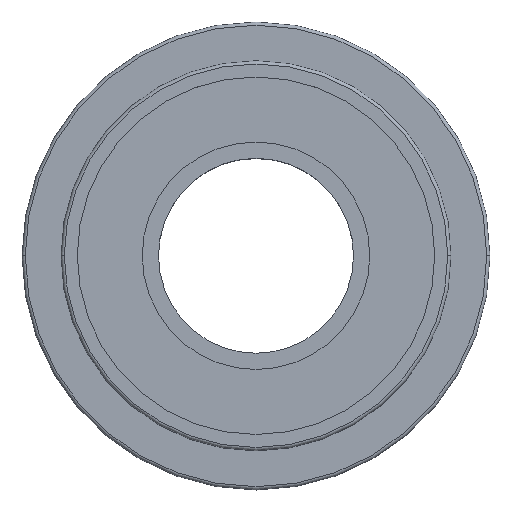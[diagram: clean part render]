
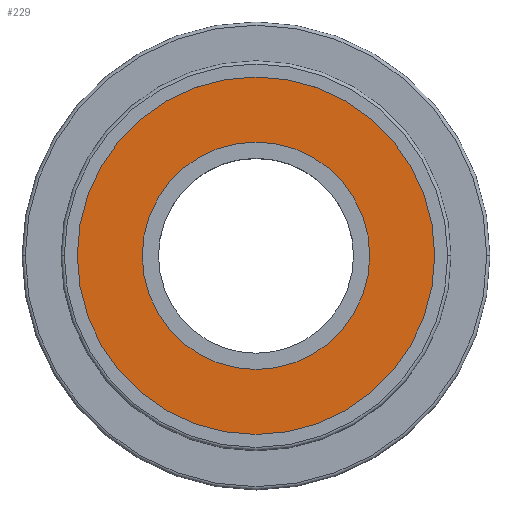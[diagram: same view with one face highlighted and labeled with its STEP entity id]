
A CAD part, top view. The second image highlights one B-rep face of the part: STEP entity #229.
In plain terms, the highlighted planar face has unit normal (0, 0, 1).
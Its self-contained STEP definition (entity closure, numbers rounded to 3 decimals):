
#5 = PLANE ( 'NONE',  #612 ) ;
#31 = VERTEX_POINT ( 'NONE', #362 ) ;
#38 = DIRECTION ( 'NONE',  ( -1., 0., 0. ) ) ;
#39 = CARTESIAN_POINT ( 'NONE',  ( 0., 0., 2.4 ) ) ;
#49 = DIRECTION ( 'NONE',  ( 0., 0., 1. ) ) ;
#53 = EDGE_LOOP ( 'NONE', ( #630, #203 ) ) ;
#58 = AXIS2_PLACEMENT_3D ( 'NONE', #243, #464, #346 ) ;
#63 = EDGE_CURVE ( 'NONE', #621, #579, #441, .T. ) ;
#113 = VERTEX_POINT ( 'NONE', #326 ) ;
#172 = CIRCLE ( 'NONE', #185, 2.75 ) ;
#178 = EDGE_CURVE ( 'NONE', #113, #31, #401, .T. ) ;
#183 = AXIS2_PLACEMENT_3D ( 'NONE', #39, #49, #222 ) ;
#184 = CARTESIAN_POINT ( 'NONE',  ( 0., 0., 2.4 ) ) ;
#185 = AXIS2_PLACEMENT_3D ( 'NONE', #422, #201, #659 ) ;
#199 = CARTESIAN_POINT ( 'NONE',  ( -1.75, 0., 2.4 ) ) ;
#201 = DIRECTION ( 'NONE',  ( 0., 0., -1. ) ) ;
#203 = ORIENTED_EDGE ( 'NONE', *, *, #178, .F. ) ;
#220 = ORIENTED_EDGE ( 'NONE', *, *, #63, .F. ) ;
#222 = DIRECTION ( 'NONE',  ( -1., 0., 0. ) ) ;
#229 = ADVANCED_FACE ( 'NONE', ( #531, #405 ), #5, .T. ) ;
#243 = CARTESIAN_POINT ( 'NONE',  ( 0., 0., 2.4 ) ) ;
#326 = CARTESIAN_POINT ( 'NONE',  ( 2.75, 0., 2.4 ) ) ;
#330 = CARTESIAN_POINT ( 'NONE',  ( 0., 0., 2.4 ) ) ;
#346 = DIRECTION ( 'NONE',  ( -1., 0., 0. ) ) ;
#362 = CARTESIAN_POINT ( 'NONE',  ( -2.75, 0., 2.4 ) ) ;
#364 = AXIS2_PLACEMENT_3D ( 'NONE', #330, #683, #38 ) ;
#401 = CIRCLE ( 'NONE', #58, 2.75 ) ;
#405 = FACE_OUTER_BOUND ( 'NONE', #53, .T. ) ;
#422 = CARTESIAN_POINT ( 'NONE',  ( 0., 0., 2.4 ) ) ;
#441 = CIRCLE ( 'NONE', #183, 1.75 ) ;
#464 = DIRECTION ( 'NONE',  ( 0., 0., -1. ) ) ;
#486 = ORIENTED_EDGE ( 'NONE', *, *, #521, .F. ) ;
#519 = DIRECTION ( 'NONE',  ( 1., 0., 0. ) ) ;
#521 = EDGE_CURVE ( 'NONE', #579, #621, #722, .T. ) ;
#531 = FACE_BOUND ( 'NONE', #567, .T. ) ;
#567 = EDGE_LOOP ( 'NONE', ( #486, #220 ) ) ;
#579 = VERTEX_POINT ( 'NONE', #199 ) ;
#612 = AXIS2_PLACEMENT_3D ( 'NONE', #184, #644, #519 ) ;
#621 = VERTEX_POINT ( 'NONE', #668 ) ;
#630 = ORIENTED_EDGE ( 'NONE', *, *, #742, .F. ) ;
#644 = DIRECTION ( 'NONE',  ( 0., 0., 1. ) ) ;
#659 = DIRECTION ( 'NONE',  ( -1., 0., 0. ) ) ;
#668 = CARTESIAN_POINT ( 'NONE',  ( 1.75, 0., 2.4 ) ) ;
#683 = DIRECTION ( 'NONE',  ( 0., 0., 1. ) ) ;
#722 = CIRCLE ( 'NONE', #364, 1.75 ) ;
#742 = EDGE_CURVE ( 'NONE', #31, #113, #172, .T. ) ;
